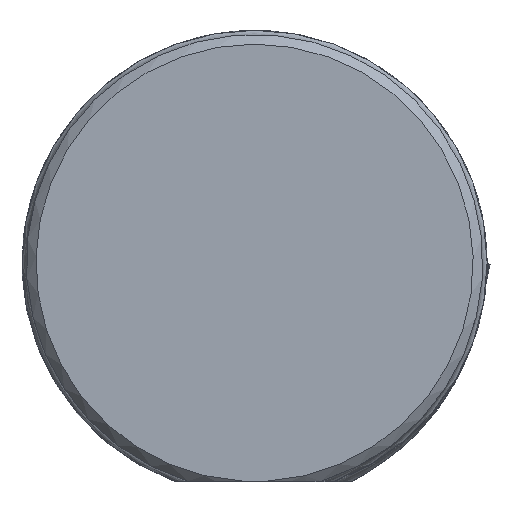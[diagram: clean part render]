
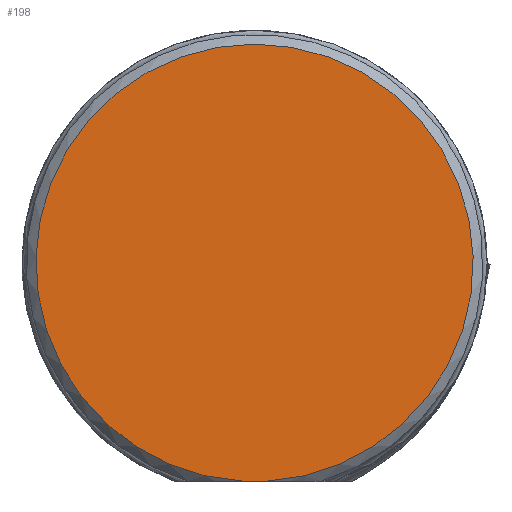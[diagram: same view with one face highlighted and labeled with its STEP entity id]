
A CAD part, top view. The second image highlights one B-rep face of the part: STEP entity #198.
In plain terms, the highlighted planar face has unit normal (0, 0, 1).
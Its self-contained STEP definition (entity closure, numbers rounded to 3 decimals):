
#148=PLANE('',#1987);
#198=ADVANCED_FACE('',(#331),#148,.F.);
#331=FACE_OUTER_BOUND('',#434,.T.);
#434=EDGE_LOOP('',(#1030,#1031));
#520=LINE('',#2681,#629);
#629=VECTOR('',#2141,1.);
#759=CIRCLE('',#1985,15.325);
#1030=ORIENTED_EDGE('',*,*,#1609,.F.);
#1031=ORIENTED_EDGE('',*,*,#1673,.F.);
#1439=VERTEX_POINT('',#2680);
#1440=VERTEX_POINT('',#2682);
#1609=EDGE_CURVE('',#1439,#1440,#520,.T.);
#1673=EDGE_CURVE('',#1440,#1439,#759,.T.);
#1985=AXIS2_PLACEMENT_3D('',#2878,#2247,#2248);
#1987=AXIS2_PLACEMENT_3D('',#2880,#2251,#2252);
#2141=DIRECTION('',(-1.,0.,0.));
#2247=DIRECTION('',(0.,0.,-1.));
#2248=DIRECTION('',(1.,0.,0.));
#2251=DIRECTION('',(0.,0.,-1.));
#2252=DIRECTION('',(1.,0.,0.));
#2680=CARTESIAN_POINT('',(0.875,-15.3,0.));
#2681=CARTESIAN_POINT('',(0.,-15.3,0.));
#2682=CARTESIAN_POINT('',(-0.875,-15.3,0.));
#2878=CARTESIAN_POINT('',(0.,0.,0.));
#2880=CARTESIAN_POINT('',(0.,0.,0.));
